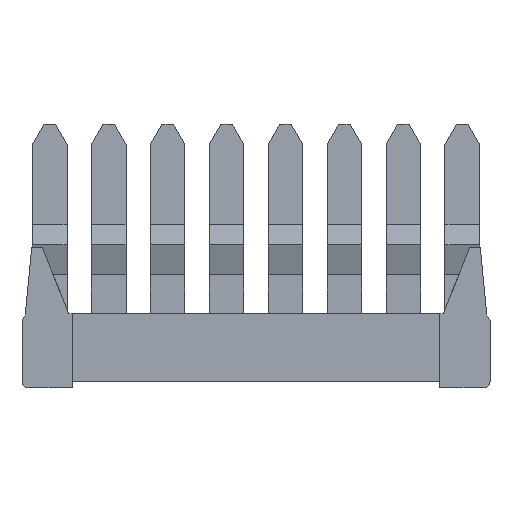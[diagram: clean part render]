
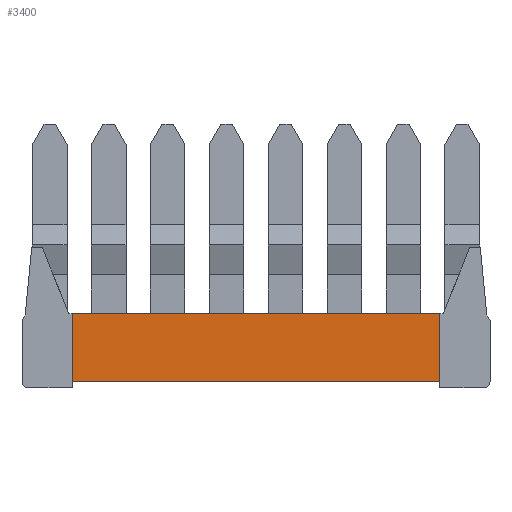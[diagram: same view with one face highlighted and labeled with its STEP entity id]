
A CAD part, top view. The second image highlights one B-rep face of the part: STEP entity #3400.
In plain terms, the highlighted planar face has unit normal (0, 0, 1).
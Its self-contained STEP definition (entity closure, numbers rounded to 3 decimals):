
#117=DIRECTION('',(0.,1.,0.));
#118=VECTOR('',#117,5.9);
#119=CARTESIAN_POINT('',(28.65,-5.275,1.4));
#120=LINE('',#119,#118);
#245=DIRECTION('',(1.,0.,0.));
#246=VECTOR('',#245,31.8);
#247=CARTESIAN_POINT('',(-3.15,0.625,1.4));
#248=LINE('',#247,#246);
#1033=DIRECTION('',(1.,0.,0.));
#1034=VECTOR('',#1033,31.8);
#1035=CARTESIAN_POINT('',(-3.15,-5.275,1.4));
#1036=LINE('',#1035,#1034);
#1045=DIRECTION('',(0.,1.,0.));
#1046=VECTOR('',#1045,5.9);
#1047=CARTESIAN_POINT('',(-3.15,-5.275,1.4));
#1048=LINE('',#1047,#1046);
#1944=CARTESIAN_POINT('',(-3.15,0.625,1.4));
#1946=VERTEX_POINT('',#1944);
#1947=CARTESIAN_POINT('',(28.65,0.625,1.4));
#1948=VERTEX_POINT('',#1947);
#1959=CARTESIAN_POINT('',(-3.15,-5.275,1.4));
#1960=CARTESIAN_POINT('',(28.65,-5.275,1.4));
#1961=VERTEX_POINT('',#1959);
#1962=VERTEX_POINT('',#1960);
#3389=CARTESIAN_POINT('',(-3.15,-5.775,1.4));
#3390=DIRECTION('',(0.,0.,-1.));
#3391=DIRECTION('',(1.,0.,0.));
#3392=AXIS2_PLACEMENT_3D('',#3389,#3390,#3391);
#3393=PLANE('',#3392);
#3394=ORIENTED_EDGE('',*,*,#2065,.T.);
#3395=ORIENTED_EDGE('',*,*,#2031,.F.);
#3396=ORIENTED_EDGE('',*,*,#3380,.F.);
#3397=ORIENTED_EDGE('',*,*,#3370,.T.);
#3398=EDGE_LOOP('',(#3394,#3395,#3396,#3397));
#3399=FACE_OUTER_BOUND('',#3398,.F.);
#3400=ADVANCED_FACE('',(#3399),#3393,.F.);
#2031=EDGE_CURVE('',#1962,#1948,#120,.T.);
#2065=EDGE_CURVE('',#1946,#1948,#248,.T.);
#3370=EDGE_CURVE('',#1961,#1946,#1048,.T.);
#3380=EDGE_CURVE('',#1961,#1962,#1036,.T.);
